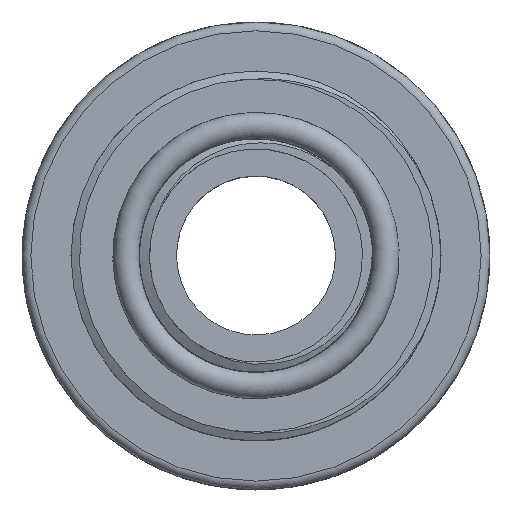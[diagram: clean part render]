
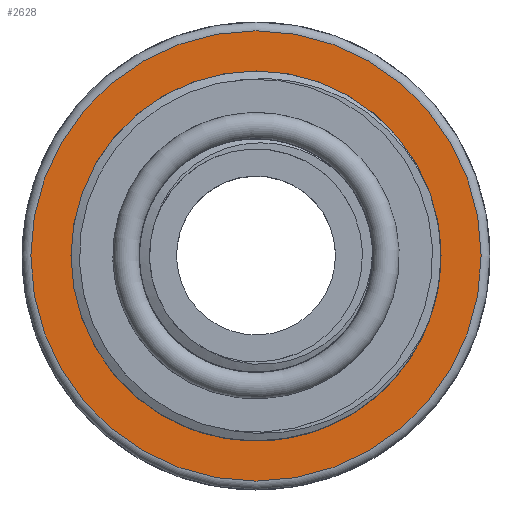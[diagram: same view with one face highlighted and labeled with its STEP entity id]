
A CAD part, top view. The second image highlights one B-rep face of the part: STEP entity #2628.
In plain terms, the highlighted planar face has unit normal (0, 0, 1).
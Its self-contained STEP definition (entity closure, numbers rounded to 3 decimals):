
#2628=ADVANCED_FACE('',(#6260,#6261),#3995,.T.);
#3995=PLANE('',#31851);
#6260=FACE_BOUND('',#7031,.T.);
#6261=FACE_BOUND('',#7032,.T.);
#7031=EDGE_LOOP('',(#17965));
#7032=EDGE_LOOP('',(#17966));
#17965=ORIENTED_EDGE('',*,*,#28253,.T.);
#17966=ORIENTED_EDGE('',*,*,#28252,.T.);
#24753=VERTEX_POINT('',#53814);
#24754=VERTEX_POINT('',#54361);
#28252=EDGE_CURVE('',#24753,#24753,#31151,.T.);
#28253=EDGE_CURVE('',#24754,#24754,#31152,.T.);
#31151=CIRCLE('',#31848,20.955);
#31152=CIRCLE('',#31850,25.5);
#31848=AXIS2_PLACEMENT_3D('',#53813,#34867,#34868);
#31850=AXIS2_PLACEMENT_3D('',#54360,#34871,#34872);
#31851=AXIS2_PLACEMENT_3D('',#54362,#34873,#34874);
#34867=DIRECTION('',(0.,0.,-1.));
#34868=DIRECTION('',(1.,0.,0.));
#34871=DIRECTION('',(0.,0.,1.));
#34872=DIRECTION('',(1.,0.,0.));
#34873=DIRECTION('',(0.,0.,1.));
#34874=DIRECTION('',(1.,0.,0.));
#53813=CARTESIAN_POINT('',(-90.066,-8.111,16.));
#53814=CARTESIAN_POINT('',(-69.111,-8.111,16.));
#54360=CARTESIAN_POINT('',(-90.066,-8.111,16.));
#54361=CARTESIAN_POINT('',(-64.566,-8.111,16.));
#54362=CARTESIAN_POINT('',(-90.066,-8.111,16.));
